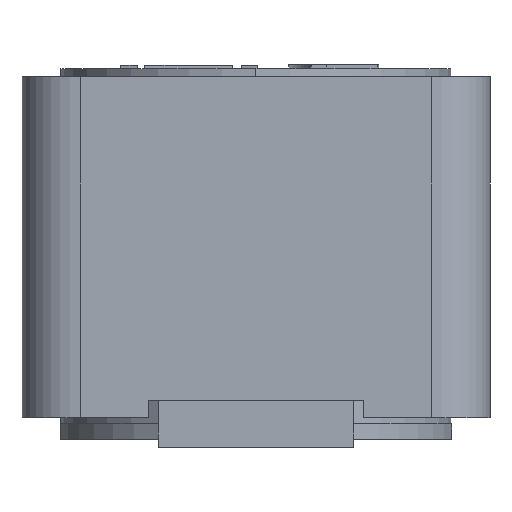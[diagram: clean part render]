
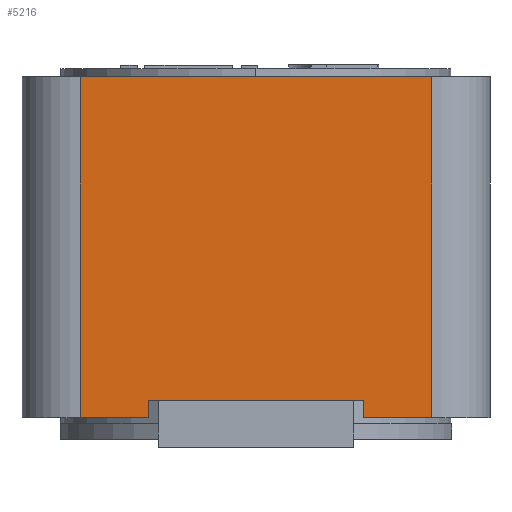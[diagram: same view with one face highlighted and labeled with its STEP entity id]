
A CAD part, left-side view. The second image highlights one B-rep face of the part: STEP entity #5216.
In plain terms, the highlighted planar face has unit normal (-1, 0, 0).
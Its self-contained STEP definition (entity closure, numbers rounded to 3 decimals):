
#169 = DIRECTION ( 'NONE',  ( 0., 1., 0. ) ) ;
#313 = VECTOR ( 'NONE', #3888, 1000. ) ;
#526 = LINE ( 'NONE', #8109, #5997 ) ;
#596 = DIRECTION ( 'NONE',  ( 0., 0., 1. ) ) ;
#760 = CARTESIAN_POINT ( 'NONE',  ( -6., 4.5, 0.76 ) ) ;
#1008 = LINE ( 'NONE', #8322, #6479 ) ;
#1208 = DIRECTION ( 'NONE',  ( 0., -1., 0. ) ) ;
#1254 = CARTESIAN_POINT ( 'NONE',  ( -6., -4.5, 0.76 ) ) ;
#1282 = ORIENTED_EDGE ( 'NONE', *, *, #1745, .T. ) ;
#1582 = ORIENTED_EDGE ( 'NONE', *, *, #6050, .T. ) ;
#1745 = EDGE_CURVE ( 'NONE', #6822, #6889, #1008, .T. ) ;
#1771 = VERTEX_POINT ( 'NONE', #4769 ) ;
#1977 = LINE ( 'NONE', #7722, #7441 ) ;
#2098 = VERTEX_POINT ( 'NONE', #4294 ) ;
#2529 = CARTESIAN_POINT ( 'NONE',  ( -6., -4.5, 0.76 ) ) ;
#2568 = EDGE_CURVE ( 'NONE', #8217, #6889, #7675, .T. ) ;
#2606 = EDGE_CURVE ( 'NONE', #6549, #6822, #4099, .T. ) ;
#3129 = DIRECTION ( 'NONE',  ( 0., -1., 0. ) ) ;
#3233 = CARTESIAN_POINT ( 'NONE',  ( -6., 2.75, 1.2 ) ) ;
#3235 = DIRECTION ( 'NONE',  ( 0., 0., 1. ) ) ;
#3299 = CARTESIAN_POINT ( 'NONE',  ( -6., 2.75, 0.76 ) ) ;
#3744 = LINE ( 'NONE', #6149, #5632 ) ;
#3888 = DIRECTION ( 'NONE',  ( 0., 0., -1. ) ) ;
#3948 = ORIENTED_EDGE ( 'NONE', *, *, #2606, .T. ) ;
#4099 = LINE ( 'NONE', #5358, #313 ) ;
#4294 = CARTESIAN_POINT ( 'NONE',  ( -6., -2.75, 1.2 ) ) ;
#4352 = CARTESIAN_POINT ( 'NONE',  ( -6., 2.75, 0.76 ) ) ;
#4498 = ORIENTED_EDGE ( 'NONE', *, *, #8103, .F. ) ;
#4530 = DIRECTION ( 'NONE',  ( 0., 0., 1. ) ) ;
#4547 = CARTESIAN_POINT ( 'NONE',  ( -6., -4.5, 1.2 ) ) ;
#4705 = ORIENTED_EDGE ( 'NONE', *, *, #8269, .T. ) ;
#4769 = CARTESIAN_POINT ( 'NONE',  ( -6., -4.5, 9.5 ) ) ;
#4925 = LINE ( 'NONE', #4547, #6859 ) ;
#5216 = ADVANCED_FACE ( 'NONE', ( #7542 ), #8958, .T. ) ;
#5358 = CARTESIAN_POINT ( 'NONE',  ( -6., 4.5, 0.76 ) ) ;
#5443 = DIRECTION ( 'NONE',  ( 0., 0., -1. ) ) ;
#5632 = VECTOR ( 'NONE', #6872, 1000. ) ;
#5763 = VECTOR ( 'NONE', #5443, 1000. ) ;
#5997 = VECTOR ( 'NONE', #4530, 1000. ) ;
#6008 = LINE ( 'NONE', #8740, #7683 ) ;
#6050 = EDGE_CURVE ( 'NONE', #8217, #2098, #4925, .T. ) ;
#6149 = CARTESIAN_POINT ( 'NONE',  ( -6., -4.5, 0.76 ) ) ;
#6479 = VECTOR ( 'NONE', #1208, 1000. ) ;
#6549 = VERTEX_POINT ( 'NONE', #7470 ) ;
#6822 = VERTEX_POINT ( 'NONE', #760 ) ;
#6833 = VERTEX_POINT ( 'NONE', #7196 ) ;
#6859 = VECTOR ( 'NONE', #3129, 1000. ) ;
#6872 = DIRECTION ( 'NONE',  ( 0., -1., 0. ) ) ;
#6889 = VERTEX_POINT ( 'NONE', #4352 ) ;
#7196 = CARTESIAN_POINT ( 'NONE',  ( -6., -2.75, 0.76 ) ) ;
#7441 = VECTOR ( 'NONE', #596, 1000. ) ;
#7455 = EDGE_CURVE ( 'NONE', #1771, #6549, #6008, .T. ) ;
#7470 = CARTESIAN_POINT ( 'NONE',  ( -6., 4.5, 9.5 ) ) ;
#7515 = DIRECTION ( 'NONE',  ( -1., 0., 0. ) ) ;
#7542 = FACE_OUTER_BOUND ( 'NONE', #7818, .T. ) ;
#7675 = LINE ( 'NONE', #3299, #5763 ) ;
#7683 = VECTOR ( 'NONE', #169, 1000. ) ;
#7722 = CARTESIAN_POINT ( 'NONE',  ( -6., -4.5, 0.76 ) ) ;
#7818 = EDGE_LOOP ( 'NONE', ( #1282, #8572, #1582, #4498, #4705, #8602, #8036, #3948 ) ) ;
#8036 = ORIENTED_EDGE ( 'NONE', *, *, #7455, .T. ) ;
#8103 = EDGE_CURVE ( 'NONE', #6833, #2098, #526, .T. ) ;
#8109 = CARTESIAN_POINT ( 'NONE',  ( -6., -2.75, 0.76 ) ) ;
#8217 = VERTEX_POINT ( 'NONE', #3233 ) ;
#8269 = EDGE_CURVE ( 'NONE', #6833, #8374, #3744, .T. ) ;
#8322 = CARTESIAN_POINT ( 'NONE',  ( -6., -4.5, 0.76 ) ) ;
#8374 = VERTEX_POINT ( 'NONE', #1254 ) ;
#8411 = AXIS2_PLACEMENT_3D ( 'NONE', #2529, #7515, #3235 ) ;
#8489 = EDGE_CURVE ( 'NONE', #8374, #1771, #1977, .T. ) ;
#8572 = ORIENTED_EDGE ( 'NONE', *, *, #2568, .F. ) ;
#8602 = ORIENTED_EDGE ( 'NONE', *, *, #8489, .T. ) ;
#8740 = CARTESIAN_POINT ( 'NONE',  ( -6., -4.5, 9.5 ) ) ;
#8958 = PLANE ( 'NONE',  #8411 ) ;
